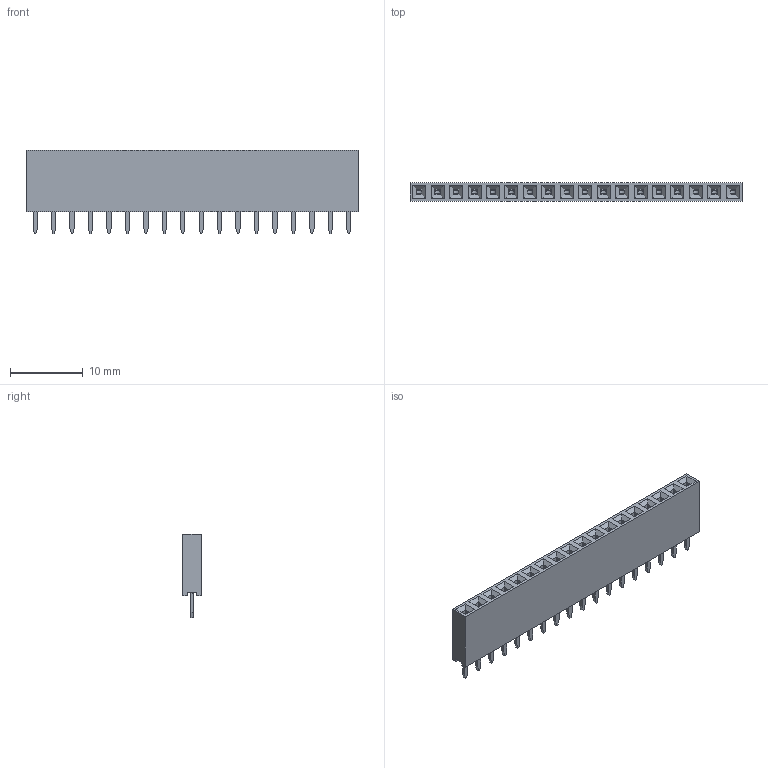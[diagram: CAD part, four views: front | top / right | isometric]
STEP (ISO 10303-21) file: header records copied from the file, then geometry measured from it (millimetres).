
FILE_DESCRIPTION(('STEP AP214'), '1');
FILE_NAME('PBS', '', ('UNSPECIFIED'), ('UNSPECIFIED'), 'ASCON STEP Converter 1.6', 'ASCON Math Kernel', '');
FILE_SCHEMA(('AUTOMOTIVE_DESIGN { 1 0 10303 214 3 1 1}'));
Length unit declared in the file: millimetre
Bounding box: 45.72 x 2.54 x 11.5 mm (x, y, z)
Volume: 880.3 mm3; surface area: 1882.1 mm2
Topology: 1 solids, 1 shells, 982 faces, 2688 edges, 1672 vertices
Faces by surface type: plane 856, cylinder 126
Entity records: 38316 total; most frequent: ORIENTED_EDGE 5376, CARTESIAN_POINT 5343, DIRECTION 4978, EDGE_CURVE 2688, LINE 2364, VECTOR 2364, VERTEX_POINT 1672, AXIS2_PLACEMENT_3D 1307
